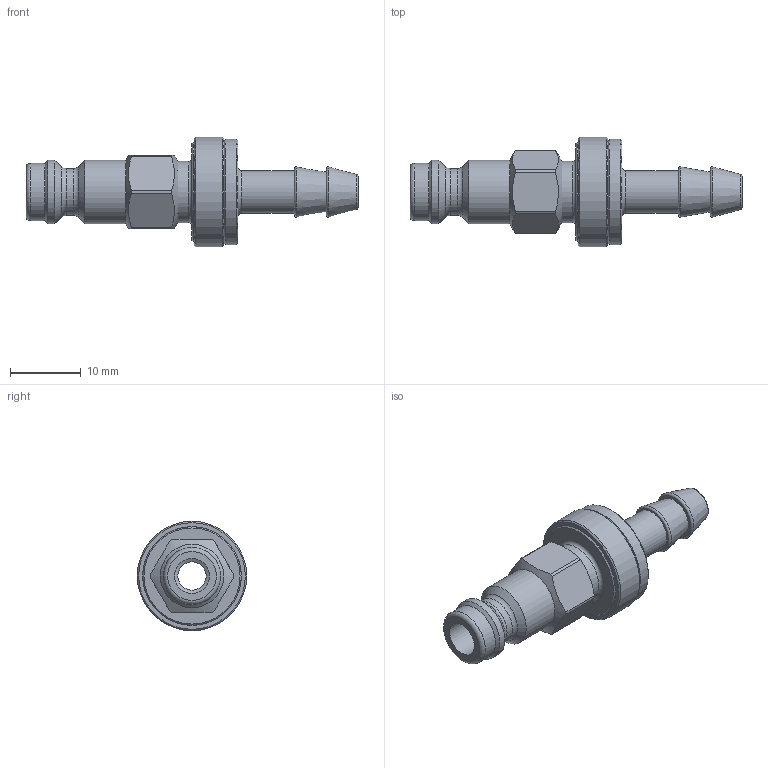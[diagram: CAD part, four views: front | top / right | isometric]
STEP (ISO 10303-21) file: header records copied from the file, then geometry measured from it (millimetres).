
FILE_DESCRIPTION((''),'2;1');
FILE_NAME('21sftf06mxx6.stp','2015-01-13T14:31:30',('SSC01480'),(''),'Autodesk Inventor 2013','Autodesk Inventor 2013','');
FILE_SCHEMA(('AUTOMOTIVE_DESIGN { 1 0 10303 214 1 1 1 1 }'));
Length unit declared in the file: millimetre
Products named in the file (3): D113157; D113158; D113145
Assembly tree (2 placements, depth 2):
  D113157
    D113158
    D113145
Bounding box: 47 x 15.5 x 15.5 mm (x, y, z)
Volume: 2497.7 mm3; surface area: 2780.5 mm2
Topology: 2 solids, 2 shells, 56 faces, 116 edges, 69 vertices
Faces by surface type: cylinder 19, plane 15, cone 14, torus 8
Full cylindrical faces by diameter (mm): 4 x1, 4.95 x1, 6.05 x1, 6.65 x1, 8.1 x1, 8.7 x1, 9 x2, 13.85 x1, 14 x1, 14.05 x1, 15 x1, 15.5 x1
Entity records: 1367 total; most frequent: DIRECTION 244, CARTESIAN_POINT 231, ORIENTED_EDGE 158, AXIS2_PLACEMENT_3D 116, EDGE_LOOP 100, EDGE_CURVE 79, VERTEX_POINT 67, FACE_OUTER_BOUND 56
